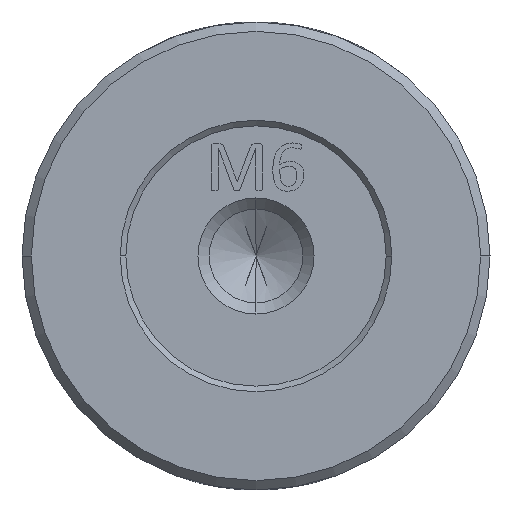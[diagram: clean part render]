
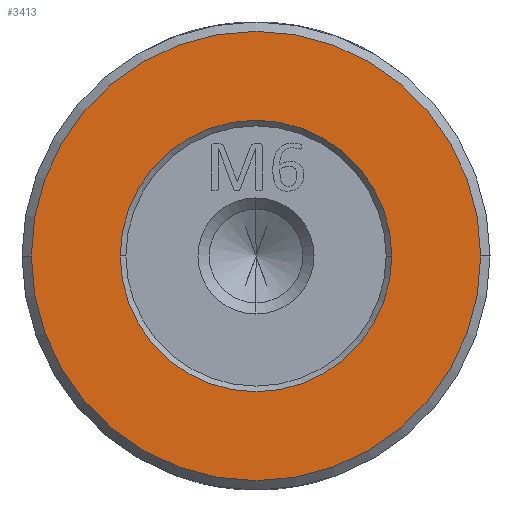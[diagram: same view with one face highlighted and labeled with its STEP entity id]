
A CAD part, left-side view. The second image highlights one B-rep face of the part: STEP entity #3413.
In plain terms, the highlighted planar face has unit normal (-1, 0, 0).
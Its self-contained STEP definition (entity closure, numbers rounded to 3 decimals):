
#58 = CARTESIAN_POINT ( 'NONE',  ( -51.185, 27.966, 5.873 ) ) ;
#201 = CARTESIAN_POINT ( 'NONE',  ( -51.185, 20.716, 5.873 ) ) ;
#336 = EDGE_CURVE ( 'NONE', #479, #8066, #9691, .T. ) ;
#479 = VERTEX_POINT ( 'NONE', #11022 ) ;
#992 = CARTESIAN_POINT ( 'NONE',  ( -51.185, 8.716, 5.873 ) ) ;
#1374 = VERTEX_POINT ( 'NONE', #9662 ) ;
#1422 = AXIS2_PLACEMENT_3D ( 'NONE', #6062, #8170, #8241 ) ;
#1658 = ORIENTED_EDGE ( 'NONE', *, *, #4734, .T. ) ;
#1841 = CARTESIAN_POINT ( 'NONE',  ( -51.185, 20.716, 5.873 ) ) ;
#2359 = EDGE_LOOP ( 'NONE', ( #9770, #11613 ) ) ;
#3413 = ADVANCED_FACE ( 'NONE', ( #4029, #10404 ), #11594, .T. ) ;
#3537 = AXIS2_PLACEMENT_3D ( 'NONE', #9253, #3921, #13594 ) ;
#3700 = DIRECTION ( 'NONE',  ( 0., -1., 0. ) ) ;
#3921 = DIRECTION ( 'NONE',  ( -1., 0., 0. ) ) ;
#4029 = FACE_BOUND ( 'NONE', #2359, .T. ) ;
#4176 = CIRCLE ( 'NONE', #4852, 12. ) ;
#4300 = VERTEX_POINT ( 'NONE', #992 ) ;
#4349 = DIRECTION ( 'NONE',  ( -1., 0., 0. ) ) ;
#4734 = EDGE_CURVE ( 'NONE', #1374, #4300, #4176, .T. ) ;
#4852 = AXIS2_PLACEMENT_3D ( 'NONE', #11766, #4349, #11617 ) ;
#4929 = DIRECTION ( 'NONE',  ( 0., -1., 0. ) ) ;
#5255 = EDGE_CURVE ( 'NONE', #8066, #479, #7540, .T. ) ;
#6062 = CARTESIAN_POINT ( 'NONE',  ( -51.185, 20.716, 5.873 ) ) ;
#6774 = AXIS2_PLACEMENT_3D ( 'NONE', #201, #11513, #3700 ) ;
#7540 = CIRCLE ( 'NONE', #9326, 7.25 ) ;
#8004 = CIRCLE ( 'NONE', #3537, 12. ) ;
#8066 = VERTEX_POINT ( 'NONE', #58 ) ;
#8170 = DIRECTION ( 'NONE',  ( -1., 0., 0. ) ) ;
#8241 = DIRECTION ( 'NONE',  ( 0., 1., 0. ) ) ;
#9253 = CARTESIAN_POINT ( 'NONE',  ( -51.185, 20.716, 5.873 ) ) ;
#9326 = AXIS2_PLACEMENT_3D ( 'NONE', #1841, #13752, #4929 ) ;
#9662 = CARTESIAN_POINT ( 'NONE',  ( -51.185, 32.716, 5.873 ) ) ;
#9691 = CIRCLE ( 'NONE', #6774, 7.25 ) ;
#9770 = ORIENTED_EDGE ( 'NONE', *, *, #336, .T. ) ;
#10404 = FACE_OUTER_BOUND ( 'NONE', #12283, .T. ) ;
#10887 = ORIENTED_EDGE ( 'NONE', *, *, #11287, .T. ) ;
#11022 = CARTESIAN_POINT ( 'NONE',  ( -51.185, 13.466, 5.873 ) ) ;
#11287 = EDGE_CURVE ( 'NONE', #4300, #1374, #8004, .T. ) ;
#11513 = DIRECTION ( 'NONE',  ( 1., 0., 0. ) ) ;
#11594 = PLANE ( 'NONE',  #1422 ) ;
#11613 = ORIENTED_EDGE ( 'NONE', *, *, #5255, .T. ) ;
#11617 = DIRECTION ( 'NONE',  ( 0., -1., 0. ) ) ;
#11766 = CARTESIAN_POINT ( 'NONE',  ( -51.185, 20.716, 5.873 ) ) ;
#12283 = EDGE_LOOP ( 'NONE', ( #1658, #10887 ) ) ;
#13594 = DIRECTION ( 'NONE',  ( 0., -1., 0. ) ) ;
#13752 = DIRECTION ( 'NONE',  ( 1., 0., 0. ) ) ;
